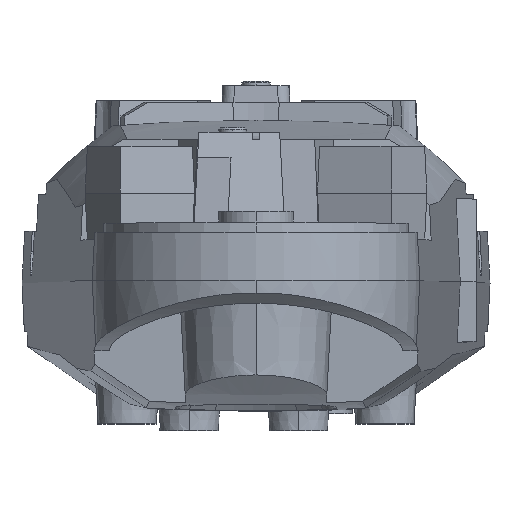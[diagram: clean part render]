
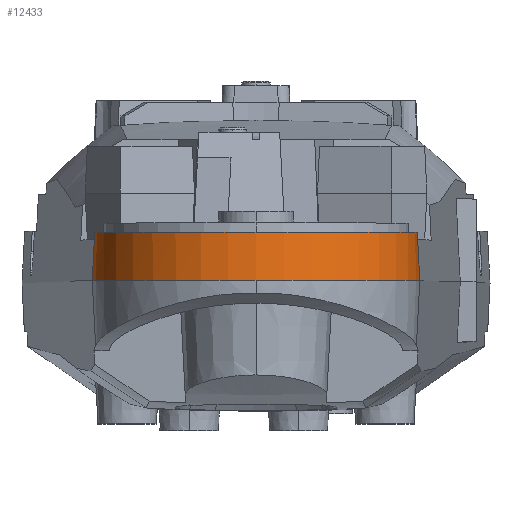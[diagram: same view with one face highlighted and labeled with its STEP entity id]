
A CAD part, top view. The second image highlights one B-rep face of the part: STEP entity #12433.
In plain terms, the highlighted conical face has half-angle 3 degrees and reference radius 70 mm.
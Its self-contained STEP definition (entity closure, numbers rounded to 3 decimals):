
#854 = CARTESIAN_POINT ( 'NONE',  ( 162.343, -154., 1077.183 ) ) ;
#1015 = ORIENTED_EDGE ( 'NONE', *, *, #7310, .T. ) ;
#1847 = DIRECTION ( 'NONE',  ( 0., -1., 0. ) ) ;
#2950 = ORIENTED_EDGE ( 'NONE', *, *, #3673, .T. ) ;
#3064 = CARTESIAN_POINT ( 'NONE',  ( 162.448, -156., 1077.096 ) ) ;
#3200 = CONICAL_SURFACE ( 'NONE', #19290, 70., 0.052 ) ;
#3228 = AXIS2_PLACEMENT_3D ( 'NONE', #17507, #6247, #19251 ) ;
#3372 = AXIS2_PLACEMENT_3D ( 'NONE', #10519, #22993, #12383 ) ;
#3484 = CARTESIAN_POINT ( 'NONE',  ( 80.975, -157., 1147.961 ) ) ;
#3673 = EDGE_CURVE ( 'NONE', #5463, #17293, #5697, .T. ) ;
#3727 = DIRECTION ( 'NONE',  ( 0., 0., -1. ) ) ;
#3936 = CARTESIAN_POINT ( 'NONE',  ( 150., -157., 1145. ) ) ;
#4083 = ORIENTED_EDGE ( 'NONE', *, *, #15345, .F. ) ;
#4310 = AXIS2_PLACEMENT_3D ( 'NONE', #20873, #10048, #22556 ) ;
#4419 = EDGE_LOOP ( 'NONE', ( #5567, #12564, #2950, #23784, #22473, #4083, #21849, #17344, #1015 ) ) ;
#4830 = CARTESIAN_POINT ( 'NONE',  ( 137.605, -155., 1077.139 ) ) ;
#5159 = CARTESIAN_POINT ( 'NONE',  ( 150., -174.4, 1145. ) ) ;
#5463 = VERTEX_POINT ( 'NONE', #20343 ) ;
#5567 = ORIENTED_EDGE ( 'NONE', *, *, #19269, .T. ) ;
#5697 = B_SPLINE_CURVE_WITH_KNOTS ( 'NONE', 3,
 ( #23063, #4830, #16215, #18019 ),
 .UNSPECIFIED., .F., .F.,
 ( 4, 4 ),
 ( 0., 1. ),
 .UNSPECIFIED. ) ;
#5711 = CARTESIAN_POINT ( 'NONE',  ( 219.936, -174.4, 1148. ) ) ;
#5813 = EDGE_CURVE ( 'NONE', #6093, #14895, #17625, .T. ) ;
#5958 = DIRECTION ( 'NONE',  ( 0., 0., -1. ) ) ;
#6093 = VERTEX_POINT ( 'NONE', #17934 ) ;
#6247 = DIRECTION ( 'NONE',  ( 0., 1., 0. ) ) ;
#7103 = CARTESIAN_POINT ( 'NONE',  ( 162.343, -154., 1077.183 ) ) ;
#7137 = DIRECTION ( 'NONE',  ( 0., 0., 1. ) ) ;
#7310 = EDGE_CURVE ( 'NONE', #6093, #8008, #12736, .T. ) ;
#7368 = CIRCLE ( 'NONE', #3228, 69.088 ) ;
#7424 = CARTESIAN_POINT ( 'NONE',  ( 80.064, -174.4, 1148. ) ) ;
#7458 = VERTEX_POINT ( 'NONE', #7642 ) ;
#7642 = CARTESIAN_POINT ( 'NONE',  ( 150., -174.4, 1215. ) ) ;
#7803 = CARTESIAN_POINT ( 'NONE',  ( 150., -174.4, 1145. ) ) ;
#8008 = VERTEX_POINT ( 'NONE', #8914 ) ;
#8254 = CARTESIAN_POINT ( 'NONE',  ( 219.025, -157., 1147.961 ) ) ;
#8914 = CARTESIAN_POINT ( 'NONE',  ( 162.5, -157., 1077.052 ) ) ;
#9364 = DIRECTION ( 'NONE',  ( 0.052, 0.999, -0.002 ) ) ;
#9709 = EDGE_CURVE ( 'NONE', #14895, #7458, #11785, .T. ) ;
#10048 = DIRECTION ( 'NONE',  ( 0., -1., 0. ) ) ;
#10171 = CIRCLE ( 'NONE', #17429, 70. ) ;
#10198 = CIRCLE ( 'NONE', #3372, 68.931 ) ;
#10268 = CARTESIAN_POINT ( 'NONE',  ( 137.5, -157., 1077.052 ) ) ;
#10519 = CARTESIAN_POINT ( 'NONE',  ( 150., -154., 1145. ) ) ;
#11785 = CIRCLE ( 'NONE', #4310, 70. ) ;
#12383 = DIRECTION ( 'NONE',  ( 0., 0., -1. ) ) ;
#12433 = ADVANCED_FACE ( 'NONE', ( #19416 ), #3200, .T. ) ;
#12545 = B_SPLINE_CURVE_WITH_KNOTS ( 'NONE', 3,
 ( #16480, #3064, #18267, #7103 ),
 .UNSPECIFIED., .F., .F.,
 ( 4, 4 ),
 ( 0., 1. ),
 .UNSPECIFIED. ) ;
#12564 = ORIENTED_EDGE ( 'NONE', *, *, #14495, .T. ) ;
#12736 = CIRCLE ( 'NONE', #18639, 69.088 ) ;
#13467 = EDGE_CURVE ( 'NONE', #18272, #14756, #23078, .T. ) ;
#14495 = EDGE_CURVE ( 'NONE', #21561, #5463, #10198, .T. ) ;
#14756 = VERTEX_POINT ( 'NONE', #3484 ) ;
#14895 = VERTEX_POINT ( 'NONE', #5711 ) ;
#15345 = EDGE_CURVE ( 'NONE', #7458, #18272, #10171, .T. ) ;
#15796 = DIRECTION ( 'NONE',  ( 0.052, -0.999, 0.002 ) ) ;
#16215 = CARTESIAN_POINT ( 'NONE',  ( 137.552, -156., 1077.096 ) ) ;
#16480 = CARTESIAN_POINT ( 'NONE',  ( 162.5, -157., 1077.052 ) ) ;
#16695 = CARTESIAN_POINT ( 'NONE',  ( 80.064, -174.4, 1148. ) ) ;
#17095 = VECTOR ( 'NONE', #15796, 1000. ) ;
#17242 = DIRECTION ( 'NONE',  ( 0., 1., 0. ) ) ;
#17293 = VERTEX_POINT ( 'NONE', #10268 ) ;
#17344 = ORIENTED_EDGE ( 'NONE', *, *, #5813, .F. ) ;
#17429 = AXIS2_PLACEMENT_3D ( 'NONE', #5159, #18301, #7137 ) ;
#17485 = VECTOR ( 'NONE', #9364, 1000. ) ;
#17507 = CARTESIAN_POINT ( 'NONE',  ( 150., -157., 1145. ) ) ;
#17625 = LINE ( 'NONE', #8254, #17095 ) ;
#17934 = CARTESIAN_POINT ( 'NONE',  ( 219.025, -157., 1147.961 ) ) ;
#18019 = CARTESIAN_POINT ( 'NONE',  ( 137.5, -157., 1077.052 ) ) ;
#18267 = CARTESIAN_POINT ( 'NONE',  ( 162.395, -155., 1077.139 ) ) ;
#18272 = VERTEX_POINT ( 'NONE', #16695 ) ;
#18301 = DIRECTION ( 'NONE',  ( 0., -1., 0. ) ) ;
#18639 = AXIS2_PLACEMENT_3D ( 'NONE', #3936, #17242, #5958 ) ;
#18983 = EDGE_CURVE ( 'NONE', #17293, #14756, #7368, .T. ) ;
#19251 = DIRECTION ( 'NONE',  ( 0., 0., -1. ) ) ;
#19269 = EDGE_CURVE ( 'NONE', #8008, #21561, #12545, .T. ) ;
#19290 = AXIS2_PLACEMENT_3D ( 'NONE', #7803, #1847, #3727 ) ;
#19416 = FACE_OUTER_BOUND ( 'NONE', #4419, .T. ) ;
#20343 = CARTESIAN_POINT ( 'NONE',  ( 137.657, -154., 1077.183 ) ) ;
#20873 = CARTESIAN_POINT ( 'NONE',  ( 150., -174.4, 1145. ) ) ;
#21561 = VERTEX_POINT ( 'NONE', #854 ) ;
#21849 = ORIENTED_EDGE ( 'NONE', *, *, #9709, .F. ) ;
#22473 = ORIENTED_EDGE ( 'NONE', *, *, #13467, .F. ) ;
#22556 = DIRECTION ( 'NONE',  ( 0., 0., 1. ) ) ;
#22993 = DIRECTION ( 'NONE',  ( 0., -1., 0. ) ) ;
#23063 = CARTESIAN_POINT ( 'NONE',  ( 137.657, -154., 1077.183 ) ) ;
#23078 = LINE ( 'NONE', #7424, #17485 ) ;
#23784 = ORIENTED_EDGE ( 'NONE', *, *, #18983, .T. ) ;
